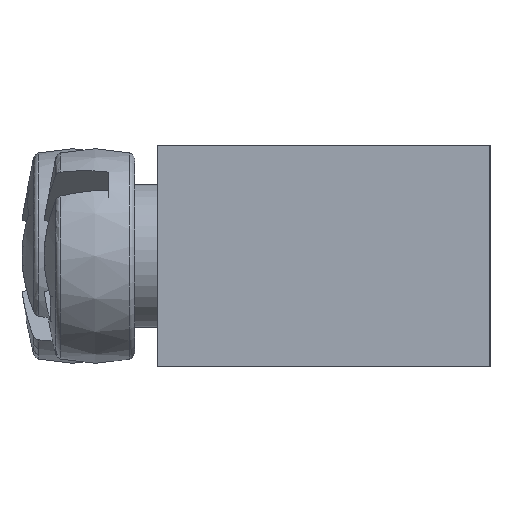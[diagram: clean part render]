
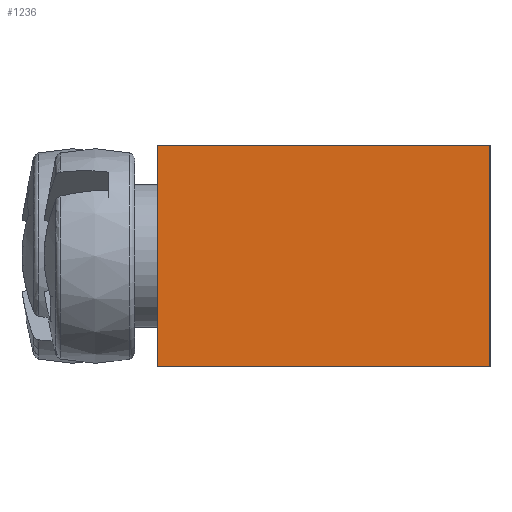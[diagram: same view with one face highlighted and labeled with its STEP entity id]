
A CAD part, left-side view. The second image highlights one B-rep face of the part: STEP entity #1236.
In plain terms, the highlighted planar face has unit normal (-1, 0, 0).
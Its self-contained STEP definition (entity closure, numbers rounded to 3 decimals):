
#71=LINE('',#1934,#105);
#73=LINE('',#1961,#107);
#78=LINE('',#2321,#112);
#79=LINE('',#2323,#113);
#105=VECTOR('',#1462,9.);
#107=VECTOR('',#1488,9.);
#112=VECTOR('',#1639,6.);
#113=VECTOR('',#1642,6.);
#140=PLANE('',#1363);
#395=FACE_OUTER_BOUND('',#539,.T.);
#539=EDGE_LOOP('',(#977,#978,#979,#980));
#608=VERTEX_POINT('',#1927);
#611=VERTEX_POINT('',#1932);
#623=VERTEX_POINT('',#1958);
#624=VERTEX_POINT('',#1960);
#724=EDGE_CURVE('',#611,#608,#71,.T.);
#736=EDGE_CURVE('',#623,#624,#73,.T.);
#784=EDGE_CURVE('',#624,#611,#78,.T.);
#785=EDGE_CURVE('',#608,#623,#79,.T.);
#977=ORIENTED_EDGE('',*,*,#784,.F.);
#978=ORIENTED_EDGE('',*,*,#736,.F.);
#979=ORIENTED_EDGE('',*,*,#785,.F.);
#980=ORIENTED_EDGE('',*,*,#724,.F.);
#1236=ADVANCED_FACE('',(#395),#140,.T.);
#1363=AXIS2_PLACEMENT_3D('',#2322,#1640,#1641);
#1462=DIRECTION('',(0.,1.,0.));
#1488=DIRECTION('',(0.,-1.,0.));
#1639=DIRECTION('',(0.,0.,-1.));
#1640=DIRECTION('center_axis',(-1.,0.,0.));
#1641=DIRECTION('ref_axis',(0.,-1.,0.));
#1642=DIRECTION('',(0.,0.,1.));
#1927=CARTESIAN_POINT('',(-38.5,4.5,-3.));
#1932=CARTESIAN_POINT('',(-38.5,-4.5,-3.));
#1934=CARTESIAN_POINT('',(-38.5,-4.5,-3.));
#1958=CARTESIAN_POINT('',(-38.5,4.5,3.));
#1960=CARTESIAN_POINT('',(-38.5,-4.5,3.));
#1961=CARTESIAN_POINT('',(-38.5,-4.5,3.));
#2321=CARTESIAN_POINT('',(-38.5,-4.5,0.));
#2322=CARTESIAN_POINT('Origin',(-38.5,4.5,0.));
#2323=CARTESIAN_POINT('',(-38.5,4.5,0.));
